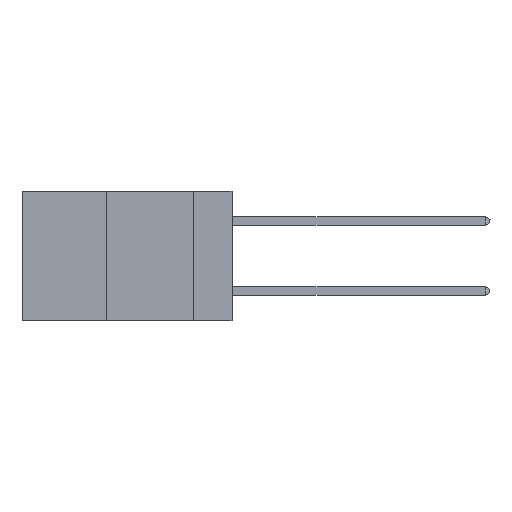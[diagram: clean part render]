
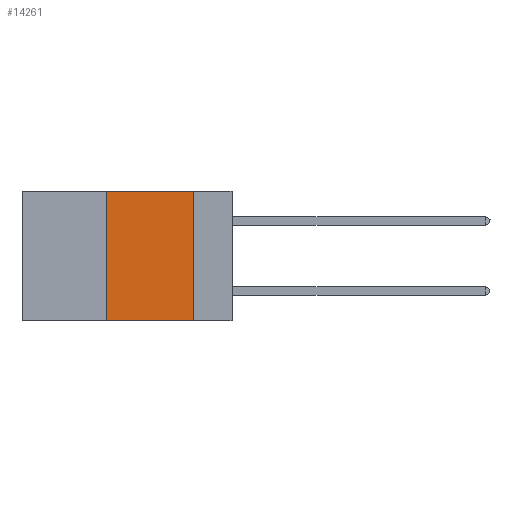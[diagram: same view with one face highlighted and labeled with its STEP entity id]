
A CAD part, left-side view. The second image highlights one B-rep face of the part: STEP entity #14261.
In plain terms, the highlighted planar face has unit normal (-1, 0, 0).
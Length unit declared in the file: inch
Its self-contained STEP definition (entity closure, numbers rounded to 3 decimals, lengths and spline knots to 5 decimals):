
#851 = CARTESIAN_POINT ( 'NONE',  ( 0., 0.36, 0. ) ) ;
#1705 = VERTEX_POINT ( 'NONE', #851 ) ;
#1742 = VECTOR ( 'NONE', #12680, 39.37008 ) ;
#4036 = CARTESIAN_POINT ( 'NONE',  ( 0., 0.6, 0. ) ) ;
#4530 = ORIENTED_EDGE ( 'NONE', *, *, #14094, .F. ) ;
#5104 = CARTESIAN_POINT ( 'NONE',  ( 0., 0.11, 0. ) ) ;
#6306 = DIRECTION ( 'NONE',  ( 1., 0., 0. ) ) ;
#6413 = CARTESIAN_POINT ( 'NONE',  ( 0., 0.6, 0. ) ) ;
#6936 = CARTESIAN_POINT ( 'NONE',  ( 0., 0.36, 0. ) ) ;
#7061 = VECTOR ( 'NONE', #27051, 39.37008 ) ;
#8231 = CARTESIAN_POINT ( 'NONE',  ( 0., 0.36, -0.37 ) ) ;
#9083 = VERTEX_POINT ( 'NONE', #21171 ) ;
#9595 = LINE ( 'NONE', #15228, #28547 ) ;
#11001 = LINE ( 'NONE', #4036, #19048 ) ;
#11798 = ORIENTED_EDGE ( 'NONE', *, *, #20357, .F. ) ;
#12680 = DIRECTION ( 'NONE',  ( 0., 0., -1. ) ) ;
#13067 = PLANE ( 'NONE',  #17319 ) ;
#13690 = FACE_OUTER_BOUND ( 'NONE', #26069, .T. ) ;
#13745 = EDGE_CURVE ( 'NONE', #28709, #1705, #27069, .T. ) ;
#13791 = ORIENTED_EDGE ( 'NONE', *, *, #13745, .F. ) ;
#14094 = EDGE_CURVE ( 'NONE', #22252, #9083, #27036, .T. ) ;
#14261 = ADVANCED_FACE ( 'NONE', ( #13690 ), #13067, .F. ) ;
#15228 = CARTESIAN_POINT ( 'NONE',  ( 0., 0.6, -0.37 ) ) ;
#17285 = ORIENTED_EDGE ( 'NONE', *, *, #20413, .T. ) ;
#17319 = AXIS2_PLACEMENT_3D ( 'NONE', #6413, #6306, #19739 ) ;
#19048 = VECTOR ( 'NONE', #24096, 39.37008 ) ;
#19439 = CARTESIAN_POINT ( 'NONE',  ( 0., 0.11, 0. ) ) ;
#19739 = DIRECTION ( 'NONE',  ( 0., 0., -1. ) ) ;
#20357 = EDGE_CURVE ( 'NONE', #1705, #22252, #11001, .T. ) ;
#20413 = EDGE_CURVE ( 'NONE', #28709, #9083, #9595, .T. ) ;
#21171 = CARTESIAN_POINT ( 'NONE',  ( 0., 0.11, -0.37 ) ) ;
#22252 = VERTEX_POINT ( 'NONE', #5104 ) ;
#24096 = DIRECTION ( 'NONE',  ( 0., -1., 0. ) ) ;
#24194 = DIRECTION ( 'NONE',  ( 0., -1., 0. ) ) ;
#26069 = EDGE_LOOP ( 'NONE', ( #4530, #11798, #13791, #17285 ) ) ;
#27036 = LINE ( 'NONE', #19439, #1742 ) ;
#27051 = DIRECTION ( 'NONE',  ( 0., 0., 1. ) ) ;
#27069 = LINE ( 'NONE', #6936, #7061 ) ;
#28547 = VECTOR ( 'NONE', #24194, 39.37008 ) ;
#28709 = VERTEX_POINT ( 'NONE', #8231 ) ;
